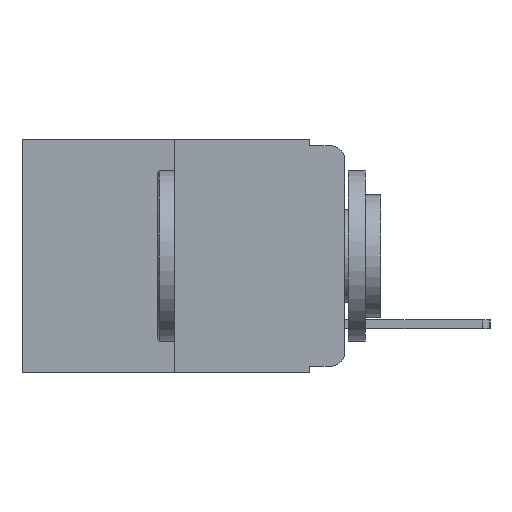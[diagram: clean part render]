
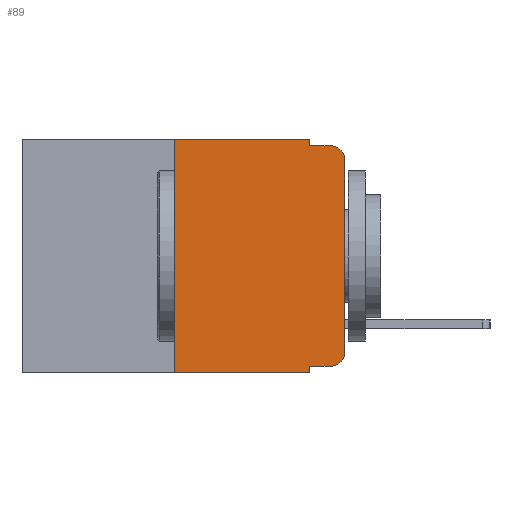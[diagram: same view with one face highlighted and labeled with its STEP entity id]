
A CAD part, left-side view. The second image highlights one B-rep face of the part: STEP entity #89.
In plain terms, the highlighted planar face has unit normal (-1, 0, 0).
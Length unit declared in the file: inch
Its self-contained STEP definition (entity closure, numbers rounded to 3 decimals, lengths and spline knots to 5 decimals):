
#89 = ADVANCED_FACE ( 'NONE', ( #218 ), #4536, .F. ) ;
#146 = VECTOR ( 'NONE', #4247, 39.37008 ) ;
#218 = FACE_OUTER_BOUND ( 'NONE', #567, .T. ) ;
#472 = CARTESIAN_POINT ( 'NONE',  ( 0., 0.02, -0.313 ) ) ;
#489 = DIRECTION ( 'NONE',  ( -1., 0., 0. ) ) ;
#567 = EDGE_LOOP ( 'NONE', ( #2193, #3865, #8517, #10668, #6605, #5724, #5222, #847, #9911, #2354 ) ) ;
#622 = LINE ( 'NONE', #5462, #1791 ) ;
#732 = VERTEX_POINT ( 'NONE', #4004 ) ;
#847 = ORIENTED_EDGE ( 'NONE', *, *, #10015, .F. ) ;
#1077 = VECTOR ( 'NONE', #2124, 39.37008 ) ;
#1529 = VERTEX_POINT ( 'NONE', #7982 ) ;
#1692 = VERTEX_POINT ( 'NONE', #4681 ) ;
#1750 = VERTEX_POINT ( 'NONE', #7638 ) ;
#1756 = DIRECTION ( 'NONE',  ( 0., 0., -1. ) ) ;
#1791 = VECTOR ( 'NONE', #11334, 39.37008 ) ;
#1949 = VECTOR ( 'NONE', #10882, 39.37008 ) ;
#1957 = CARTESIAN_POINT ( 'NONE',  ( 0., 0.051, 0. ) ) ;
#2124 = DIRECTION ( 'NONE',  ( 0., -1., 0. ) ) ;
#2193 = ORIENTED_EDGE ( 'NONE', *, *, #4014, .T. ) ;
#2229 = DIRECTION ( 'NONE',  ( 1., 0., 0. ) ) ;
#2274 = LINE ( 'NONE', #8599, #11512 ) ;
#2354 = ORIENTED_EDGE ( 'NONE', *, *, #3728, .T. ) ;
#2358 = VECTOR ( 'NONE', #11790, 39.37008 ) ;
#2604 = EDGE_CURVE ( 'NONE', #1692, #732, #10620, .T. ) ;
#2968 = VERTEX_POINT ( 'NONE', #10836 ) ;
#2979 = VERTEX_POINT ( 'NONE', #11077 ) ;
#3047 = CARTESIAN_POINT ( 'NONE',  ( 0., 0.051, -0.333 ) ) ;
#3532 = AXIS2_PLACEMENT_3D ( 'NONE', #6979, #5052, #10889 ) ;
#3728 = EDGE_CURVE ( 'NONE', #4537, #2968, #7551, .T. ) ;
#3865 = ORIENTED_EDGE ( 'NONE', *, *, #5448, .T. ) ;
#4004 = CARTESIAN_POINT ( 'NONE',  ( 0., 0.25, 0. ) ) ;
#4014 = EDGE_CURVE ( 'NONE', #2968, #4836, #622, .T. ) ;
#4247 = DIRECTION ( 'NONE',  ( 0., -1., 0. ) ) ;
#4323 = DIRECTION ( 'NONE',  ( 0., 0., 1. ) ) ;
#4536 = PLANE ( 'NONE',  #9974 ) ;
#4537 = VERTEX_POINT ( 'NONE', #6473 ) ;
#4541 = CARTESIAN_POINT ( 'NONE',  ( 0., 0.051, -0.343 ) ) ;
#4560 = VERTEX_POINT ( 'NONE', #4541 ) ;
#4606 = CARTESIAN_POINT ( 'NONE',  ( 0., 0.051, 0. ) ) ;
#4681 = CARTESIAN_POINT ( 'NONE',  ( 0., 0.25, -0.343 ) ) ;
#4836 = VERTEX_POINT ( 'NONE', #5856 ) ;
#5052 = DIRECTION ( 'NONE',  ( -1., 0., 0. ) ) ;
#5143 = CARTESIAN_POINT ( 'NONE',  ( 0., 0.473, -0.343 ) ) ;
#5222 = ORIENTED_EDGE ( 'NONE', *, *, #11148, .T. ) ;
#5448 = EDGE_CURVE ( 'NONE', #4836, #6337, #7413, .T. ) ;
#5462 = CARTESIAN_POINT ( 'NONE',  ( 0., 0., 0. ) ) ;
#5544 = AXIS2_PLACEMENT_3D ( 'NONE', #472, #489, #9892 ) ;
#5597 = CARTESIAN_POINT ( 'NONE',  ( 0., 0.473, 0. ) ) ;
#5724 = ORIENTED_EDGE ( 'NONE', *, *, #2604, .F. ) ;
#5856 = CARTESIAN_POINT ( 'NONE',  ( 0., 0., -0.03 ) ) ;
#6076 = DIRECTION ( 'NONE',  ( 0., 0., -1. ) ) ;
#6327 = EDGE_CURVE ( 'NONE', #1750, #6337, #2274, .T. ) ;
#6337 = VERTEX_POINT ( 'NONE', #11108 ) ;
#6473 = CARTESIAN_POINT ( 'NONE',  ( 0., 0.02, -0.333 ) ) ;
#6605 = ORIENTED_EDGE ( 'NONE', *, *, #6773, .F. ) ;
#6773 = EDGE_CURVE ( 'NONE', #732, #2979, #7254, .T. ) ;
#6979 = CARTESIAN_POINT ( 'NONE',  ( 0., 0.02, -0.03 ) ) ;
#7254 = LINE ( 'NONE', #5597, #1949 ) ;
#7413 = CIRCLE ( 'NONE', #3532, 0.02 ) ;
#7551 = CIRCLE ( 'NONE', #5544, 0.02 ) ;
#7638 = CARTESIAN_POINT ( 'NONE',  ( 0., 0.051, -0.01 ) ) ;
#7982 = CARTESIAN_POINT ( 'NONE',  ( 0., 0.051, -0.333 ) ) ;
#8415 = VECTOR ( 'NONE', #4323, 39.37008 ) ;
#8517 = ORIENTED_EDGE ( 'NONE', *, *, #6327, .F. ) ;
#8538 = CARTESIAN_POINT ( 'NONE',  ( 0., 0.25, 0. ) ) ;
#8599 = CARTESIAN_POINT ( 'NONE',  ( 0., 0.051, -0.01 ) ) ;
#8795 = EDGE_CURVE ( 'NONE', #2979, #1750, #9351, .T. ) ;
#8915 = EDGE_CURVE ( 'NONE', #1529, #4537, #10803, .T. ) ;
#8950 = LINE ( 'NONE', #4606, #11174 ) ;
#9351 = LINE ( 'NONE', #1957, #2358 ) ;
#9844 = LINE ( 'NONE', #5143, #146 ) ;
#9892 = DIRECTION ( 'NONE',  ( 0., 0., -1. ) ) ;
#9911 = ORIENTED_EDGE ( 'NONE', *, *, #8915, .T. ) ;
#9974 = AXIS2_PLACEMENT_3D ( 'NONE', #11485, #2229, #6076 ) ;
#10015 = EDGE_CURVE ( 'NONE', #1529, #4560, #8950, .T. ) ;
#10620 = LINE ( 'NONE', #8538, #8415 ) ;
#10668 = ORIENTED_EDGE ( 'NONE', *, *, #8795, .F. ) ;
#10803 = LINE ( 'NONE', #3047, #1077 ) ;
#10836 = CARTESIAN_POINT ( 'NONE',  ( 0., 0., -0.313 ) ) ;
#10882 = DIRECTION ( 'NONE',  ( 0., -1., 0. ) ) ;
#10889 = DIRECTION ( 'NONE',  ( 0., 0., -1. ) ) ;
#11077 = CARTESIAN_POINT ( 'NONE',  ( 0., 0.051, 0. ) ) ;
#11108 = CARTESIAN_POINT ( 'NONE',  ( 0., 0.02, -0.01 ) ) ;
#11148 = EDGE_CURVE ( 'NONE', #1692, #4560, #9844, .T. ) ;
#11174 = VECTOR ( 'NONE', #1756, 39.37008 ) ;
#11334 = DIRECTION ( 'NONE',  ( 0., 0., 1. ) ) ;
#11485 = CARTESIAN_POINT ( 'NONE',  ( 0., 0.473, 0. ) ) ;
#11512 = VECTOR ( 'NONE', #11930, 39.37008 ) ;
#11790 = DIRECTION ( 'NONE',  ( 0., 0., -1. ) ) ;
#11930 = DIRECTION ( 'NONE',  ( 0., -1., 0. ) ) ;
